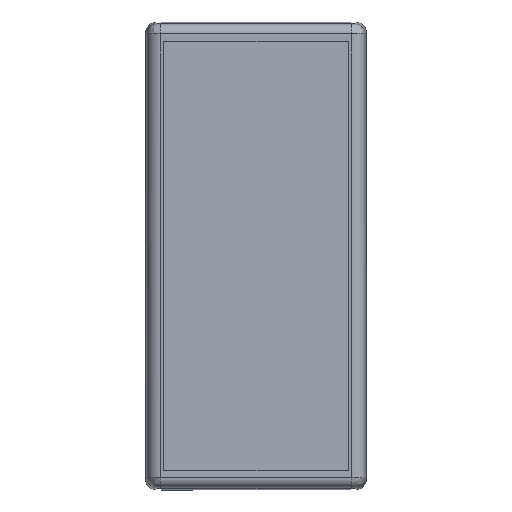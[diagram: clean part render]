
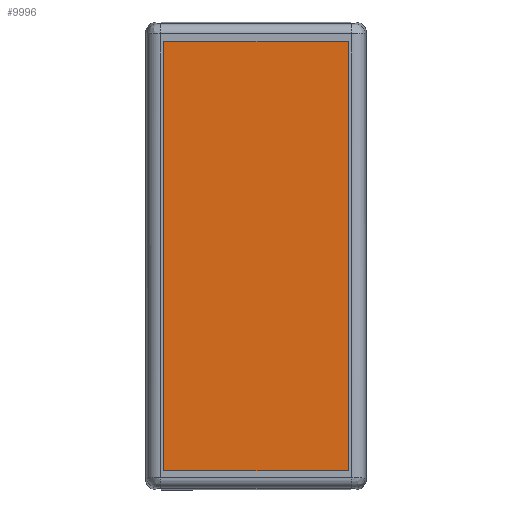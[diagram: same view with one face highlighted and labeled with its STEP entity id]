
A CAD part, top view. The second image highlights one B-rep face of the part: STEP entity #9996.
In plain terms, the highlighted face is planar.
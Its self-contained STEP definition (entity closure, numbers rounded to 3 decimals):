
#1049=FACE_OUTER_BOUND('',#1810,.T.);
#1810=EDGE_LOOP('',(#8584,#8585,#8586,#8587));
#3143=LINE('',#18415,#3939);
#3147=LINE('',#18423,#3943);
#3150=LINE('',#18429,#3946);
#3153=LINE('',#18434,#3949);
#3939=VECTOR('',#12799,128.889);
#3943=VECTOR('',#12805,55.413);
#3946=VECTOR('',#12810,128.889);
#3949=VECTOR('',#12815,55.413);
#4880=VERTEX_POINT('',#18413);
#4881=VERTEX_POINT('',#18414);
#4884=VERTEX_POINT('',#18422);
#4886=VERTEX_POINT('',#18428);
#6155=EDGE_CURVE('',#4880,#4881,#3143,.T.);
#6159=EDGE_CURVE('',#4881,#4884,#3147,.T.);
#6162=EDGE_CURVE('',#4884,#4886,#3150,.T.);
#6165=EDGE_CURVE('',#4886,#4880,#3153,.T.);
#8584=ORIENTED_EDGE('',*,*,#6155,.T.);
#8585=ORIENTED_EDGE('',*,*,#6159,.T.);
#8586=ORIENTED_EDGE('',*,*,#6162,.T.);
#8587=ORIENTED_EDGE('',*,*,#6165,.T.);
#9452=PLANE('',#10731);
#9996=ADVANCED_FACE('',(#1049),#9452,.F.);
#10731=AXIS2_PLACEMENT_3D('',#18436,#12817,#12818);
#12799=DIRECTION('',(0.,-1.,0.));
#12805=DIRECTION('',(-1.,0.,0.));
#12810=DIRECTION('',(0.,1.,0.));
#12815=DIRECTION('',(1.,0.,0.));
#12817=DIRECTION('center_axis',(0.,0.,1.));
#12818=DIRECTION('ref_axis',(1.,0.,0.));
#18413=CARTESIAN_POINT('',(27.706,64.444,1.));
#18414=CARTESIAN_POINT('',(27.706,-64.444,1.));
#18415=CARTESIAN_POINT('',(27.706,-64.488,1.));
#18422=CARTESIAN_POINT('',(-27.707,-64.444,1.));
#18423=CARTESIAN_POINT('',(-27.75,-64.444,1.));
#18428=CARTESIAN_POINT('',(-27.707,64.444,1.));
#18429=CARTESIAN_POINT('',(-27.707,64.488,1.));
#18434=CARTESIAN_POINT('',(27.75,64.444,1.));
#18436=CARTESIAN_POINT('Origin',(0.,0.,
1.));
